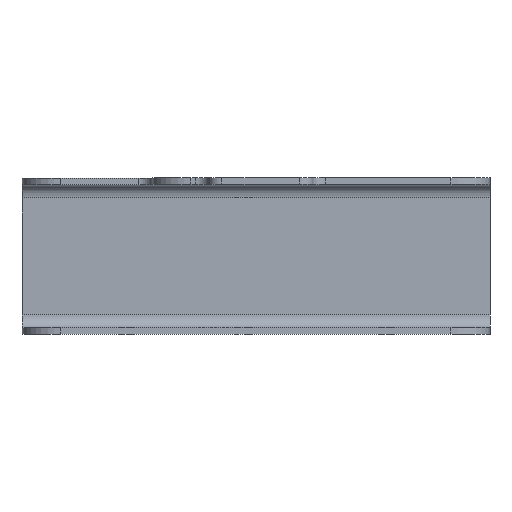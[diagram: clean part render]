
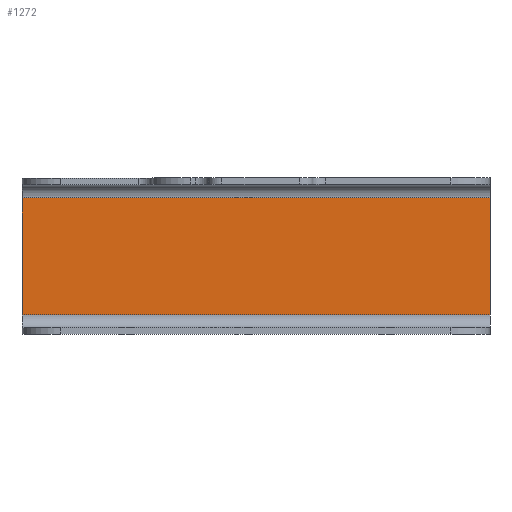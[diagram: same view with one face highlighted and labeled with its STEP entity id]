
A CAD part, top view. The second image highlights one B-rep face of the part: STEP entity #1272.
In plain terms, the highlighted planar face has unit normal (0, 0, 1).
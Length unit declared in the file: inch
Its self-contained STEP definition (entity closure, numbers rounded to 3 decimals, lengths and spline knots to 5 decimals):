
#14 = CARTESIAN_POINT ( 'NONE',  ( 0., 2.6875, 0.125 ) ) ;
#80 = EDGE_CURVE ( 'NONE', #183, #2388, #2445, .T. ) ;
#183 = VERTEX_POINT ( 'NONE', #1614 ) ;
#281 = VERTEX_POINT ( 'NONE', #2806 ) ;
#319 = CARTESIAN_POINT ( 'NONE',  ( 9., 0.1875, 0.125 ) ) ;
#338 = CARTESIAN_POINT ( 'NONE',  ( 0., 0.4375, 0.125 ) ) ;
#481 = EDGE_CURVE ( 'NONE', #1208, #183, #2702, .T. ) ;
#566 = ORIENTED_EDGE ( 'NONE', *, *, #481, .F. ) ;
#629 = CARTESIAN_POINT ( 'NONE',  ( 0., 0., 0.125 ) ) ;
#729 = VECTOR ( 'NONE', #1453, 39.37008 ) ;
#784 = VECTOR ( 'NONE', #1411, 39.37008 ) ;
#862 = EDGE_CURVE ( 'NONE', #281, #1208, #1212, .T. ) ;
#1125 = AXIS2_PLACEMENT_3D ( 'NONE', #629, #1816, #2545 ) ;
#1161 = CARTESIAN_POINT ( 'NONE',  ( 9., 2.6875, 0.125 ) ) ;
#1208 = VERTEX_POINT ( 'NONE', #1161 ) ;
#1210 = CARTESIAN_POINT ( 'NONE',  ( 0., 3.0625, 0.125 ) ) ;
#1212 = LINE ( 'NONE', #14, #784 ) ;
#1272 = ADVANCED_FACE ( 'NONE', ( #2250 ), #1799, .T. ) ;
#1411 = DIRECTION ( 'NONE',  ( 1., 0., 0. ) ) ;
#1449 = CARTESIAN_POINT ( 'NONE',  ( 9., 0.4375, 0.125 ) ) ;
#1453 = DIRECTION ( 'NONE',  ( 0., 1., 0. ) ) ;
#1492 = LINE ( 'NONE', #1210, #729 ) ;
#1585 = DIRECTION ( 'NONE',  ( -1., 0., 0. ) ) ;
#1614 = CARTESIAN_POINT ( 'NONE',  ( 9., 0.4375, 0.125 ) ) ;
#1669 = VECTOR ( 'NONE', #1585, 39.37008 ) ;
#1708 = DIRECTION ( 'NONE',  ( 0., -1., 0. ) ) ;
#1799 = PLANE ( 'NONE',  #1125 ) ;
#1816 = DIRECTION ( 'NONE',  ( 0., 0., 1. ) ) ;
#2250 = FACE_OUTER_BOUND ( 'NONE', #2972, .T. ) ;
#2388 = VERTEX_POINT ( 'NONE', #338 ) ;
#2445 = LINE ( 'NONE', #1449, #1669 ) ;
#2482 = VECTOR ( 'NONE', #1708, 39.37008 ) ;
#2545 = DIRECTION ( 'NONE',  ( 0., -1., 0. ) ) ;
#2566 = ORIENTED_EDGE ( 'NONE', *, *, #2750, .F. ) ;
#2702 = LINE ( 'NONE', #319, #2482 ) ;
#2750 = EDGE_CURVE ( 'NONE', #2388, #281, #1492, .T. ) ;
#2806 = CARTESIAN_POINT ( 'NONE',  ( 0., 2.6875, 0.125 ) ) ;
#2867 = ORIENTED_EDGE ( 'NONE', *, *, #862, .F. ) ;
#2910 = ORIENTED_EDGE ( 'NONE', *, *, #80, .F. ) ;
#2972 = EDGE_LOOP ( 'NONE', ( #566, #2867, #2566, #2910 ) ) ;
